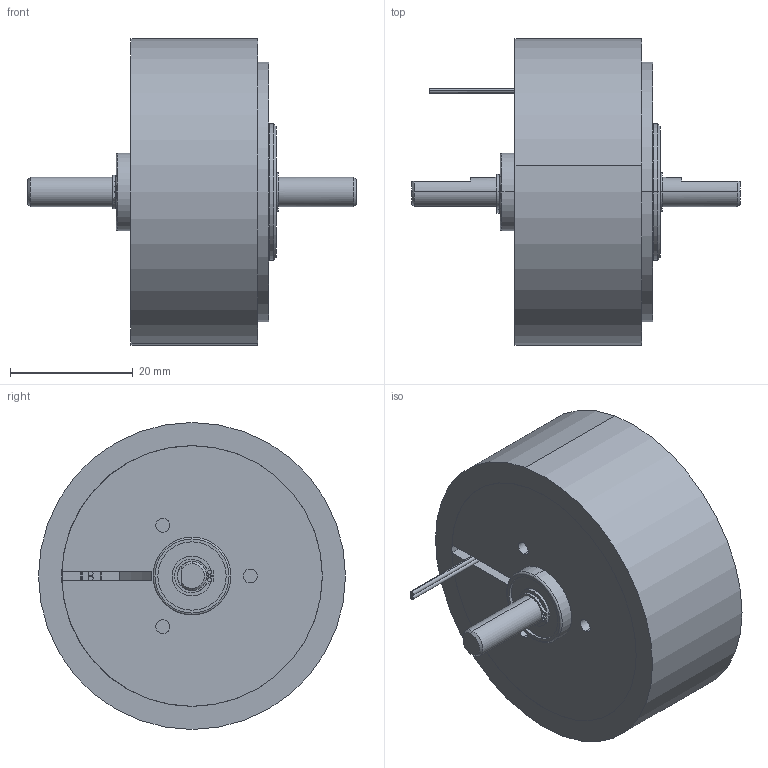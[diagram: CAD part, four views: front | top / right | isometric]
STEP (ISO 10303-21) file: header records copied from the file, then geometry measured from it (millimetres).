
FILE_DESCRIPTION (( 'STEP AP203' ), '1' );
FILE_NAME ('HB-16_A_EF.STEP', '2012-07-24T17:54:22', ( 'Jeff' ), ( '' ), 'SwSTEP 2.0', 'SolidWorks 2012', '' );
FILE_SCHEMA (( 'CONFIG_CONTROL_DESIGN' ));
Length unit declared in the file: inch
Products named in the file (1): HB-16_A_EF
Bounding box: 53.57 x 50.04 x 50.04 mm (x, y, z)
Surface area: 12209.5 mm2 (no closed solid volume)
Topology: 0 solids, 26 shells, 111 faces, 1939 edges, 1844 vertices
Faces by surface type: cylinder 49, plane 42, cone 16, torus 4
Entity records: 17633 total; most frequent: CARTESIAN_POINT 4218, DIRECTION 2875, ORIENTED_EDGE 2126, EDGE_CURVE 1939, VERTEX_POINT 1844, LINE 1153, VECTOR 1153, AXIS2_PLACEMENT_3D 861
